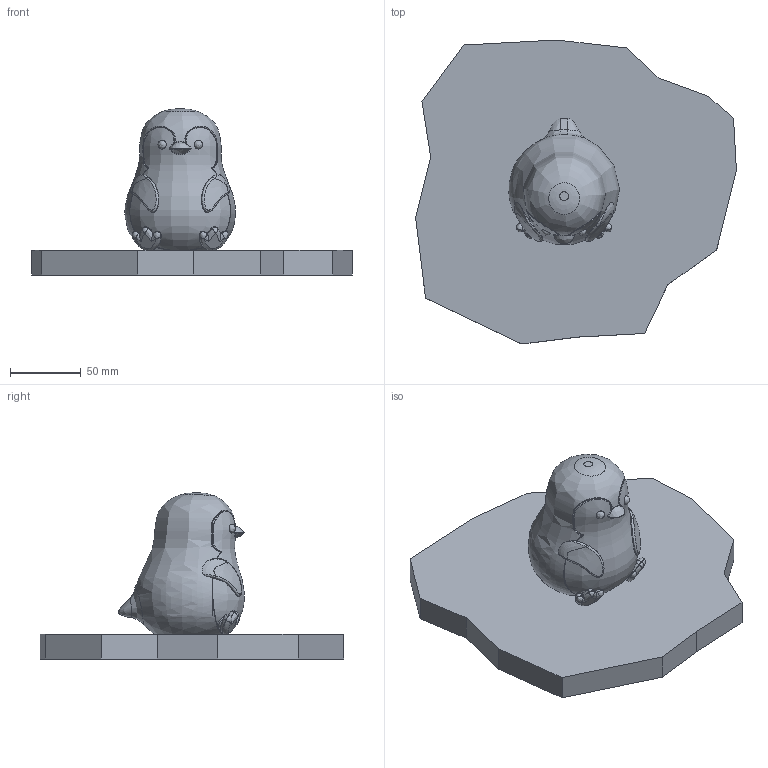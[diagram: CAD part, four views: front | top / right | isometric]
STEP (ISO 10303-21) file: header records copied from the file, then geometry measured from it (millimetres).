
FILE_DESCRIPTION(('FreeCAD Model'),'2;1');
FILE_NAME('Open CASCADE Shape Model','2025-05-03T08:55:06',('FreeCAD'),( 'FreeCAD'),'Open CASCADE STEP processor 7.6','FreeCAD','Unknown');
FILE_SCHEMA(('AUTOMOTIVE_DESIGN { 1 0 10303 214 1 1 1 1 }'));
Length unit declared in the file: millimetre
Products named in the file (1): Open CASCADE STEP translator 7.6 1
Bounding box: 227 x 215.08 x 117.47 mm (x, y, z)
Volume: 1022830.8 mm3; surface area: 131431.4 mm2
Topology: 5 solids, 5 shells, 162 faces, 420 edges, 260 vertices
Faces by surface type: bspline 162
Entity records: 21572 total; most frequent: CARTESIAN_POINT 19072, ORIENTED_EDGE 816, EDGE_CURVE 408, B_SPLINE_CURVE_WITH_KNOTS 346, VERTEX_POINT 260, FACE_BOUND 166, EDGE_LOOP 166, ADVANCED_FACE 162
